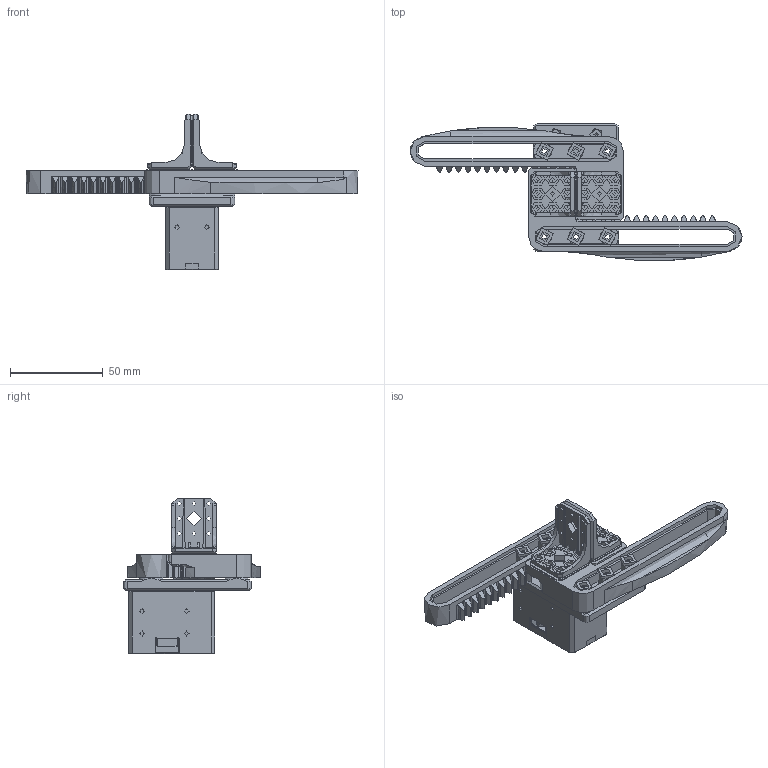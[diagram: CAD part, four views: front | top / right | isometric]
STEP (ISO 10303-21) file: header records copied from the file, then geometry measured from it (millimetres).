
FILE_DESCRIPTION(/* description */ (''),/* implementation_level */ '2;1');
FILE_NAME(/* name */ 'DXL X430 GearRackSlide Robothand_rev1.stp',/* time_stamp */ '2018-06-29T15:42:24+09:00',/* author */ ('Yoshihiro'),/* organization */ (''),/* preprocessor_version */ 'ST-DEVELOPER v15.2',/* originating_system */ 'Autodesk Inventor 2014',/* authorisation */ '');
FILE_SCHEMA (('AUTOMOTIVE_DESIGN { 1 0 10303 214 3 1 1 }'));
Length unit declared in the file: millimetre
Products named in the file (10): DUMMY_DC12_STD; DC12_A01_SPACER_RING; DC12_A01_CVR_CABLE; X430_STD; GG-03_Base_rev1; GG-01_HornGear_rev1; GG-02_GearRack_rev1; FP04-F9; BPF-BU; GG-Asm01-GearGripper01_rev0
Assembly tree (23 placements, depth 3):
  GG-Asm01-GearGripper01_rev0
    X430_STD
      DUMMY_DC12_STD
      DC12_A01_SPACER_RING  x8
      DC12_A01_CVR_CABLE
    GG-03_Base_rev1
    GG-01_HornGear_rev1
    GG-02_GearRack_rev1  x2
    FP04-F9  x2
    BPF-BU  x6
Bounding box: 179 x 73.83 x 84 mm (x, y, z)
Volume: 111050.4 mm3; surface area: 57708.5 mm2
Topology: 23 solids, 23 shells, 1693 faces, 4527 edges, 2975 vertices
Faces by surface type: plane 894, cylinder 680, cone 105, bspline 8, torus 6
Full cylindrical faces by diameter (mm): 1.6 x8, 2.05 x24, 2.1 x32, 2.2 x26, 2.6 x8, 2.7 x4, 2.8 x8, 3.2 x12, 3.4 x8, 4.3 x8, 4.5 x1, 4.75 x8, 4.8 x8, 5.8 x6, 6 x4, 7 x2, 8 x11, 8.3 x1, 10 x6, 19.5 x1, 21 x1, 22 x1
Entity records: 33358 total; most frequent: CARTESIAN_POINT 6212, DIRECTION 5775, ORIENTED_EDGE 5320, EDGE_CURVE 2660, AXIS2_PLACEMENT_3D 2100, VERTEX_POINT 1835, LINE 1575, VECTOR 1575
